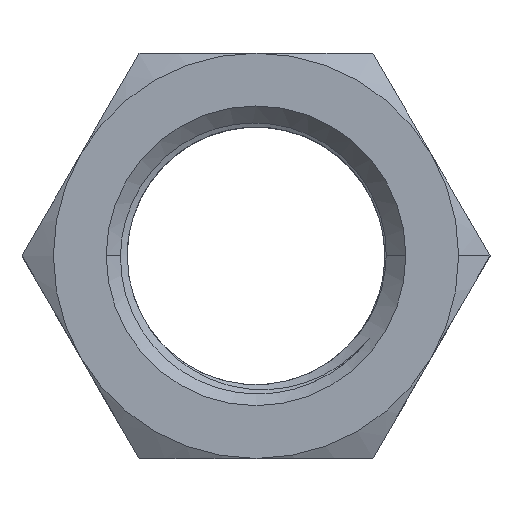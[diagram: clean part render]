
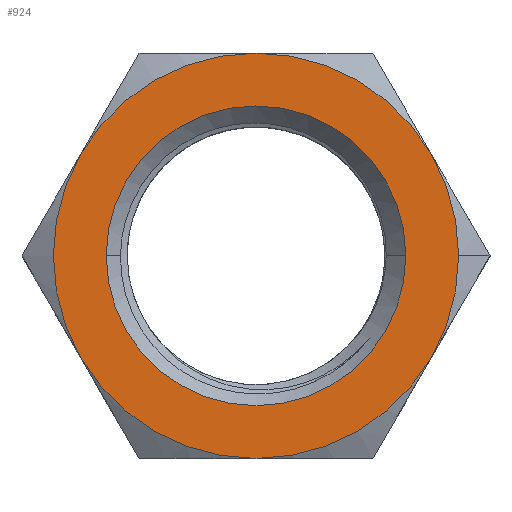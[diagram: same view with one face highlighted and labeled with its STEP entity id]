
A CAD part, top view. The second image highlights one B-rep face of the part: STEP entity #924.
In plain terms, the highlighted planar face has unit normal (0, 0, 1).
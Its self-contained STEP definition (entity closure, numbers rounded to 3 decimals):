
#1 = CARTESIAN_POINT ( 'NONE',  ( 0., 0., 80. ) ) ;
#32 = EDGE_LOOP ( 'NONE', ( #2947, #2402, #1580, #1273, #3773, #2645, #1143 ) ) ;
#43 = CARTESIAN_POINT ( 'NONE',  ( 0., 0., 80. ) ) ;
#60 = DIRECTION ( 'NONE',  ( 1., 0., 0. ) ) ;
#79 = CARTESIAN_POINT ( 'NONE',  ( 0., 0., 80. ) ) ;
#83 = CARTESIAN_POINT ( 'NONE',  ( 62.787, -36.25, 80. ) ) ;
#114 = DIRECTION ( 'NONE',  ( 0., 0., 1. ) ) ;
#145 = EDGE_CURVE ( 'NONE', #4586, #2536, #1967, .T. ) ;
#160 = CIRCLE ( 'NONE', #3053, 72.5 ) ;
#194 = DIRECTION ( 'NONE',  ( 1., 0., 0. ) ) ;
#218 = CIRCLE ( 'NONE', #1251, 53.6 ) ;
#225 = FACE_BOUND ( 'NONE', #3869, .T. ) ;
#299 = CARTESIAN_POINT ( 'NONE',  ( 0., 0., 80. ) ) ;
#366 = VERTEX_POINT ( 'NONE', #2905 ) ;
#521 = CARTESIAN_POINT ( 'NONE',  ( 0., -72.5, 80. ) ) ;
#595 = DIRECTION ( 'NONE',  ( 1., 0., 0. ) ) ;
#609 = EDGE_CURVE ( 'NONE', #3712, #3271, #961, .T. ) ;
#653 = AXIS2_PLACEMENT_3D ( 'NONE', #4106, #4460, #194 ) ;
#801 = PLANE ( 'NONE',  #1100 ) ;
#850 = CIRCLE ( 'NONE', #1909, 72.5 ) ;
#899 = CARTESIAN_POINT ( 'NONE',  ( 72.5, 0., 80. ) ) ;
#924 = ADVANCED_FACE ( 'NONE', ( #225, #2990 ), #801, .T. ) ;
#961 = CIRCLE ( 'NONE', #4520, 72.5 ) ;
#1005 = EDGE_CURVE ( 'NONE', #2267, #4586, #4630, .T. ) ;
#1065 = CARTESIAN_POINT ( 'NONE',  ( 0., 72.5, 80. ) ) ;
#1092 = EDGE_CURVE ( 'NONE', #3271, #4013, #1962, .T. ) ;
#1100 = AXIS2_PLACEMENT_3D ( 'NONE', #2972, #114, #2637 ) ;
#1143 = ORIENTED_EDGE ( 'NONE', *, *, #1157, .T. ) ;
#1157 = EDGE_CURVE ( 'NONE', #2536, #4309, #160, .T. ) ;
#1177 = DIRECTION ( 'NONE',  ( 0., 0., 1. ) ) ;
#1201 = CARTESIAN_POINT ( 'NONE',  ( 0., 0., 80. ) ) ;
#1251 = AXIS2_PLACEMENT_3D ( 'NONE', #299, #4206, #3918 ) ;
#1273 = ORIENTED_EDGE ( 'NONE', *, *, #1586, .T. ) ;
#1292 = CARTESIAN_POINT ( 'NONE',  ( 0., 0., 80. ) ) ;
#1307 = DIRECTION ( 'NONE',  ( 1., 0., 0. ) ) ;
#1321 = CARTESIAN_POINT ( 'NONE',  ( 0., 0., 80. ) ) ;
#1417 = ORIENTED_EDGE ( 'NONE', *, *, #2840, .T. ) ;
#1497 = DIRECTION ( 'NONE',  ( 0., 0., 1. ) ) ;
#1579 = AXIS2_PLACEMENT_3D ( 'NONE', #2907, #1497, #2548 ) ;
#1580 = ORIENTED_EDGE ( 'NONE', *, *, #1092, .T. ) ;
#1586 = EDGE_CURVE ( 'NONE', #4013, #2267, #850, .T. ) ;
#1732 = AXIS2_PLACEMENT_3D ( 'NONE', #1, #3242, #3591 ) ;
#1752 = ORIENTED_EDGE ( 'NONE', *, *, #2731, .T. ) ;
#1782 = CARTESIAN_POINT ( 'NONE',  ( 62.787, 36.25, 80. ) ) ;
#1791 = CIRCLE ( 'NONE', #1732, 53.6 ) ;
#1909 = AXIS2_PLACEMENT_3D ( 'NONE', #43, #3990, #60 ) ;
#1962 = CIRCLE ( 'NONE', #653, 72.5 ) ;
#1967 = CIRCLE ( 'NONE', #4283, 72.5 ) ;
#2010 = EDGE_CURVE ( 'NONE', #4309, #3712, #4571, .T. ) ;
#2089 = AXIS2_PLACEMENT_3D ( 'NONE', #1201, #1177, #2578 ) ;
#2108 = CARTESIAN_POINT ( 'NONE',  ( 53.6, 0., 80. ) ) ;
#2267 = VERTEX_POINT ( 'NONE', #2416 ) ;
#2402 = ORIENTED_EDGE ( 'NONE', *, *, #609, .T. ) ;
#2416 = CARTESIAN_POINT ( 'NONE',  ( -62.787, 36.25, 80. ) ) ;
#2536 = VERTEX_POINT ( 'NONE', #521 ) ;
#2548 = DIRECTION ( 'NONE',  ( 1., 0., 0. ) ) ;
#2578 = DIRECTION ( 'NONE',  ( 1., 0., 0. ) ) ;
#2596 = DIRECTION ( 'NONE',  ( 0., 0., 1. ) ) ;
#2637 = DIRECTION ( 'NONE',  ( 1., 0., 0. ) ) ;
#2645 = ORIENTED_EDGE ( 'NONE', *, *, #145, .T. ) ;
#2731 = EDGE_CURVE ( 'NONE', #2755, #366, #218, .T. ) ;
#2735 = DIRECTION ( 'NONE',  ( 0., 0., 1. ) ) ;
#2755 = VERTEX_POINT ( 'NONE', #2108 ) ;
#2840 = EDGE_CURVE ( 'NONE', #366, #2755, #1791, .T. ) ;
#2905 = CARTESIAN_POINT ( 'NONE',  ( -53.6, 0., 80. ) ) ;
#2907 = CARTESIAN_POINT ( 'NONE',  ( 0., 0., 80. ) ) ;
#2947 = ORIENTED_EDGE ( 'NONE', *, *, #2010, .T. ) ;
#2972 = CARTESIAN_POINT ( 'NONE',  ( 0., 0., 80. ) ) ;
#2990 = FACE_OUTER_BOUND ( 'NONE', #32, .T. ) ;
#3053 = AXIS2_PLACEMENT_3D ( 'NONE', #1321, #2735, #1307 ) ;
#3242 = DIRECTION ( 'NONE',  ( 0., 0., -1. ) ) ;
#3271 = VERTEX_POINT ( 'NONE', #1782 ) ;
#3296 = CARTESIAN_POINT ( 'NONE',  ( -62.787, -36.25, 80. ) ) ;
#3591 = DIRECTION ( 'NONE',  ( 1., 0., 0. ) ) ;
#3712 = VERTEX_POINT ( 'NONE', #899 ) ;
#3773 = ORIENTED_EDGE ( 'NONE', *, *, #1005, .T. ) ;
#3836 = DIRECTION ( 'NONE',  ( 0., 0., 1. ) ) ;
#3869 = EDGE_LOOP ( 'NONE', ( #1752, #1417 ) ) ;
#3918 = DIRECTION ( 'NONE',  ( 1., 0., 0. ) ) ;
#3990 = DIRECTION ( 'NONE',  ( 0., 0., 1. ) ) ;
#4013 = VERTEX_POINT ( 'NONE', #1065 ) ;
#4046 = DIRECTION ( 'NONE',  ( 1., 0., 0. ) ) ;
#4106 = CARTESIAN_POINT ( 'NONE',  ( 0., 0., 80. ) ) ;
#4206 = DIRECTION ( 'NONE',  ( 0., 0., -1. ) ) ;
#4283 = AXIS2_PLACEMENT_3D ( 'NONE', #1292, #3836, #595 ) ;
#4309 = VERTEX_POINT ( 'NONE', #83 ) ;
#4460 = DIRECTION ( 'NONE',  ( 0., 0., 1. ) ) ;
#4520 = AXIS2_PLACEMENT_3D ( 'NONE', #79, #2596, #4046 ) ;
#4571 = CIRCLE ( 'NONE', #1579, 72.5 ) ;
#4586 = VERTEX_POINT ( 'NONE', #3296 ) ;
#4630 = CIRCLE ( 'NONE', #2089, 72.5 ) ;
